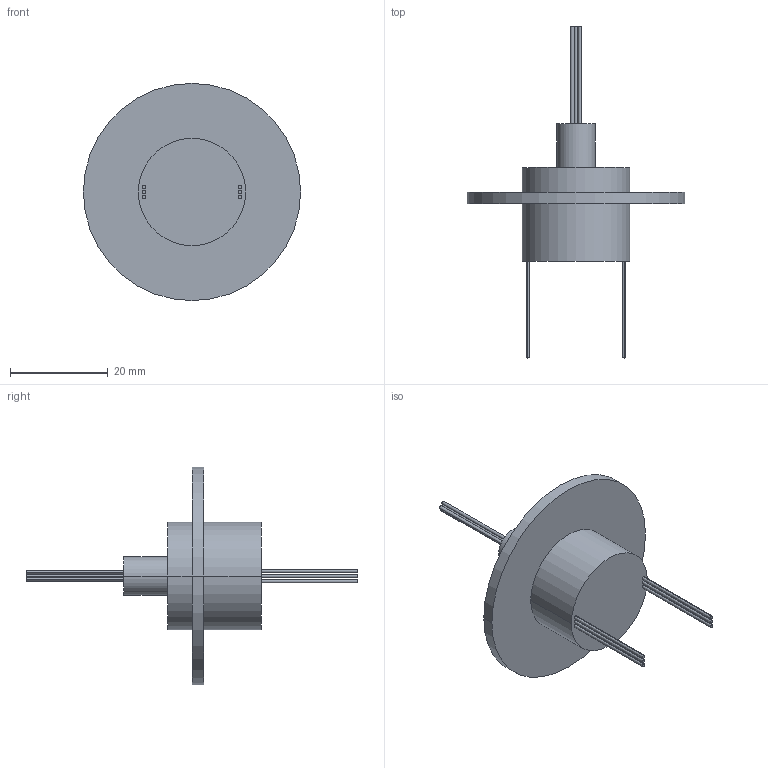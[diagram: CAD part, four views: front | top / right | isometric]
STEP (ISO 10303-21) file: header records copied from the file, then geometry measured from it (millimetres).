
FILE_DESCRIPTION((''),'2;1');
FILE_NAME('CA6X4AL','2012-01-09T',('MegAuto KG'),('MegAuto KG'),'PRO/ENGINEER BY PARAMETRIC TECHNOLOGY CORPORATION, 2010100','PRO/ENGINEER BY PARAMETRIC TECHNOLOGY CORPORATION, 2010100','');
FILE_SCHEMA(('CONFIG_CONTROL_DESIGN'));
Length unit declared in the file: millimetre
Products named in the file (1): CA6X4AL
Bounding box: 44.5 x 68.02 x 44.5 mm (x, y, z)
Volume: 10582.2 mm3; surface area: 5349.6 mm2
Topology: 1 solids, 1 shells, 49 faces, 96 edges, 64 vertices
Faces by surface type: cylinder 32, plane 17
Entity records: 1332 total; most frequent: DIRECTION 258, CARTESIAN_POINT 209, ORIENTED_EDGE 192, AXIS2_PLACEMENT_3D 113, EDGE_CURVE 96, VERTEX_POINT 64, EDGE_LOOP 64, CIRCLE 64
